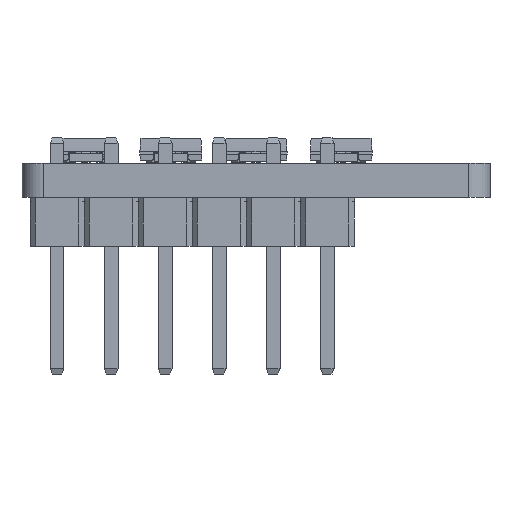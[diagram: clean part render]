
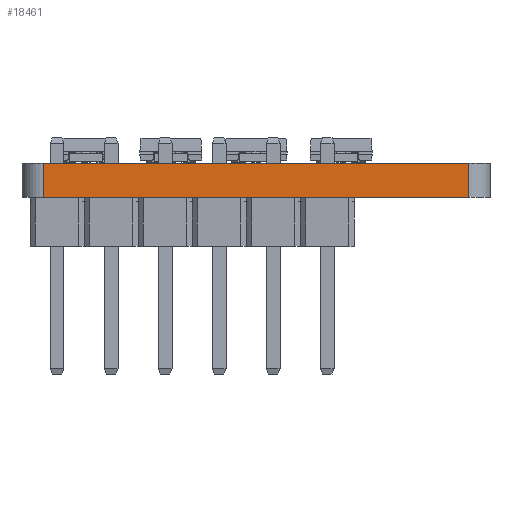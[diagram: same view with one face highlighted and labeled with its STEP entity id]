
A CAD part, left-side view. The second image highlights one B-rep face of the part: STEP entity #18461.
In plain terms, the highlighted planar face has unit normal (-1, 0, 0).
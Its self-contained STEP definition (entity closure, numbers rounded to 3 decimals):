
#18278 = CYLINDRICAL_SURFACE('',#18279,1.);
#18279 = AXIS2_PLACEMENT_3D('',#18280,#18281,#18282);
#18280 = CARTESIAN_POINT('',(1.,21.,0.));
#18281 = DIRECTION('',(-0.,-0.,-1.));
#18282 = DIRECTION('',(1.,0.,-0.));
#18303 = VERTEX_POINT('',#18304);
#18304 = CARTESIAN_POINT('',(0.,21.,1.6));
#18319 = PLANE('',#18320);
#18320 = AXIS2_PLACEMENT_3D('',#18321,#18322,#18323);
#18321 = CARTESIAN_POINT('',(11.,11.,1.6));
#18322 = DIRECTION('',(0.,0.,1.));
#18323 = DIRECTION('',(1.,0.,-0.));
#18331 = EDGE_CURVE('',#18332,#18303,#18334,.T.);
#18332 = VERTEX_POINT('',#18333);
#18333 = CARTESIAN_POINT('',(0.,21.,0.));
#18334 = SURFACE_CURVE('',#18335,(#18339,#18346),.PCURVE_S1.);
#18335 = LINE('',#18336,#18337);
#18336 = CARTESIAN_POINT('',(0.,21.,0.));
#18337 = VECTOR('',#18338,1.);
#18338 = DIRECTION('',(0.,0.,1.));
#18339 = PCURVE('',#18278,#18340);
#18340 = DEFINITIONAL_REPRESENTATION('',(#18341),#18345);
#18341 = LINE('',#18342,#18343);
#18342 = CARTESIAN_POINT('',(-3.142,0.));
#18343 = VECTOR('',#18344,1.);
#18344 = DIRECTION('',(-0.,-1.));
#18345 = ( GEOMETRIC_REPRESENTATION_CONTEXT(2) 
PARAMETRIC_REPRESENTATION_CONTEXT() REPRESENTATION_CONTEXT('2D SPACE',''
  ) );
#18346 = PCURVE('',#18347,#18352);
#18347 = PLANE('',#18348);
#18348 = AXIS2_PLACEMENT_3D('',#18349,#18350,#18351);
#18349 = CARTESIAN_POINT('',(0.,21.,0.));
#18350 = DIRECTION('',(1.,0.,-0.));
#18351 = DIRECTION('',(0.,-1.,0.));
#18352 = DEFINITIONAL_REPRESENTATION('',(#18353),#18357);
#18353 = LINE('',#18354,#18355);
#18354 = CARTESIAN_POINT('',(0.,0.));
#18355 = VECTOR('',#18356,1.);
#18356 = DIRECTION('',(0.,-1.));
#18357 = ( GEOMETRIC_REPRESENTATION_CONTEXT(2) 
PARAMETRIC_REPRESENTATION_CONTEXT() REPRESENTATION_CONTEXT('2D SPACE',''
  ) );
#18374 = PLANE('',#18375);
#18375 = AXIS2_PLACEMENT_3D('',#18376,#18377,#18378);
#18376 = CARTESIAN_POINT('',(11.,11.,0.));
#18377 = DIRECTION('',(0.,0.,1.));
#18378 = DIRECTION('',(1.,0.,-0.));
#18461 = ADVANCED_FACE('',(#18462),#18347,.F.);
#18462 = FACE_BOUND('',#18463,.F.);
#18463 = EDGE_LOOP('',(#18464,#18465,#18488,#18516));
#18464 = ORIENTED_EDGE('',*,*,#18331,.T.);
#18465 = ORIENTED_EDGE('',*,*,#18466,.T.);
#18466 = EDGE_CURVE('',#18303,#18467,#18469,.T.);
#18467 = VERTEX_POINT('',#18468);
#18468 = CARTESIAN_POINT('',(0.,1.,1.6));
#18469 = SURFACE_CURVE('',#18470,(#18474,#18481),.PCURVE_S1.);
#18470 = LINE('',#18471,#18472);
#18471 = CARTESIAN_POINT('',(0.,21.,1.6));
#18472 = VECTOR('',#18473,1.);
#18473 = DIRECTION('',(0.,-1.,0.));
#18474 = PCURVE('',#18347,#18475);
#18475 = DEFINITIONAL_REPRESENTATION('',(#18476),#18480);
#18476 = LINE('',#18477,#18478);
#18477 = CARTESIAN_POINT('',(0.,-1.6));
#18478 = VECTOR('',#18479,1.);
#18479 = DIRECTION('',(1.,0.));
#18480 = ( GEOMETRIC_REPRESENTATION_CONTEXT(2) 
PARAMETRIC_REPRESENTATION_CONTEXT() REPRESENTATION_CONTEXT('2D SPACE',''
  ) );
#18481 = PCURVE('',#18319,#18482);
#18482 = DEFINITIONAL_REPRESENTATION('',(#18483),#18487);
#18483 = LINE('',#18484,#18485);
#18484 = CARTESIAN_POINT('',(-11.,10.));
#18485 = VECTOR('',#18486,1.);
#18486 = DIRECTION('',(0.,-1.));
#18487 = ( GEOMETRIC_REPRESENTATION_CONTEXT(2) 
PARAMETRIC_REPRESENTATION_CONTEXT() REPRESENTATION_CONTEXT('2D SPACE',''
  ) );
#18488 = ORIENTED_EDGE('',*,*,#18489,.F.);
#18489 = EDGE_CURVE('',#18490,#18467,#18492,.T.);
#18490 = VERTEX_POINT('',#18491);
#18491 = CARTESIAN_POINT('',(0.,1.,0.));
#18492 = SURFACE_CURVE('',#18493,(#18497,#18504),.PCURVE_S1.);
#18493 = LINE('',#18494,#18495);
#18494 = CARTESIAN_POINT('',(0.,1.,0.));
#18495 = VECTOR('',#18496,1.);
#18496 = DIRECTION('',(0.,0.,1.));
#18497 = PCURVE('',#18347,#18498);
#18498 = DEFINITIONAL_REPRESENTATION('',(#18499),#18503);
#18499 = LINE('',#18500,#18501);
#18500 = CARTESIAN_POINT('',(20.,0.));
#18501 = VECTOR('',#18502,1.);
#18502 = DIRECTION('',(0.,-1.));
#18503 = ( GEOMETRIC_REPRESENTATION_CONTEXT(2) 
PARAMETRIC_REPRESENTATION_CONTEXT() REPRESENTATION_CONTEXT('2D SPACE',''
  ) );
#18504 = PCURVE('',#18505,#18510);
#18505 = CYLINDRICAL_SURFACE('',#18506,1.);
#18506 = AXIS2_PLACEMENT_3D('',#18507,#18508,#18509);
#18507 = CARTESIAN_POINT('',(1.,1.,0.));
#18508 = DIRECTION('',(-0.,-0.,-1.));
#18509 = DIRECTION('',(1.,0.,-0.));
#18510 = DEFINITIONAL_REPRESENTATION('',(#18511),#18515);
#18511 = LINE('',#18512,#18513);
#18512 = CARTESIAN_POINT('',(-3.142,0.));
#18513 = VECTOR('',#18514,1.);
#18514 = DIRECTION('',(-0.,-1.));
#18515 = ( GEOMETRIC_REPRESENTATION_CONTEXT(2) 
PARAMETRIC_REPRESENTATION_CONTEXT() REPRESENTATION_CONTEXT('2D SPACE',''
  ) );
#18516 = ORIENTED_EDGE('',*,*,#18517,.F.);
#18517 = EDGE_CURVE('',#18332,#18490,#18518,.T.);
#18518 = SURFACE_CURVE('',#18519,(#18523,#18530),.PCURVE_S1.);
#18519 = LINE('',#18520,#18521);
#18520 = CARTESIAN_POINT('',(0.,21.,0.));
#18521 = VECTOR('',#18522,1.);
#18522 = DIRECTION('',(0.,-1.,0.));
#18523 = PCURVE('',#18347,#18524);
#18524 = DEFINITIONAL_REPRESENTATION('',(#18525),#18529);
#18525 = LINE('',#18526,#18527);
#18526 = CARTESIAN_POINT('',(0.,0.));
#18527 = VECTOR('',#18528,1.);
#18528 = DIRECTION('',(1.,0.));
#18529 = ( GEOMETRIC_REPRESENTATION_CONTEXT(2) 
PARAMETRIC_REPRESENTATION_CONTEXT() REPRESENTATION_CONTEXT('2D SPACE',''
  ) );
#18530 = PCURVE('',#18374,#18531);
#18531 = DEFINITIONAL_REPRESENTATION('',(#18532),#18536);
#18532 = LINE('',#18533,#18534);
#18533 = CARTESIAN_POINT('',(-11.,10.));
#18534 = VECTOR('',#18535,1.);
#18535 = DIRECTION('',(0.,-1.));
#18536 = ( GEOMETRIC_REPRESENTATION_CONTEXT(2) 
PARAMETRIC_REPRESENTATION_CONTEXT() REPRESENTATION_CONTEXT('2D SPACE',''
  ) );
